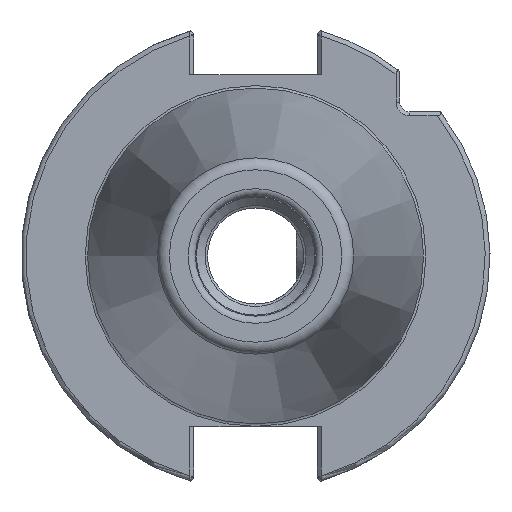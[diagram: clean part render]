
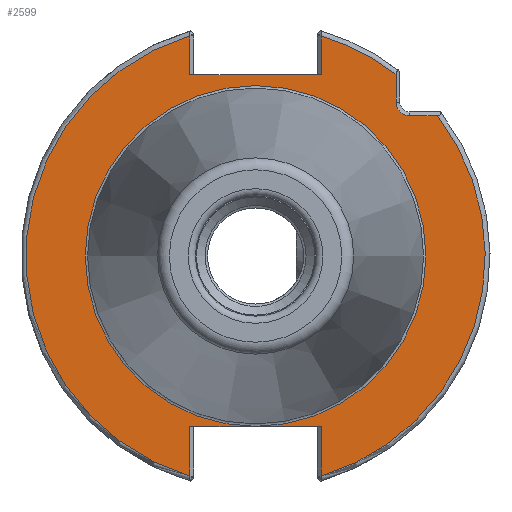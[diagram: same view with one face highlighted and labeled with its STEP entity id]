
A CAD part, left-side view. The second image highlights one B-rep face of the part: STEP entity #2599.
In plain terms, the highlighted planar face has unit normal (-1, 0, 0).
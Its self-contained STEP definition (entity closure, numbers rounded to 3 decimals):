
#109=PLANE('',#2880);
#162=FACE_BOUND('',#829,.T.);
#292=LINE('',#4431,#451);
#314=LINE('',#4733,#473);
#316=LINE('',#4812,#475);
#317=LINE('',#4814,#476);
#318=LINE('',#4818,#477);
#319=LINE('',#4822,#478);
#320=LINE('',#4825,#479);
#321=LINE('',#4826,#480);
#451=VECTOR('',#3265,10.);
#473=VECTOR('',#3313,10.);
#475=VECTOR('',#3335,10.);
#476=VECTOR('',#3336,10.);
#477=VECTOR('',#3339,10.);
#478=VECTOR('',#3342,10.);
#479=VECTOR('',#3345,10.);
#480=VECTOR('',#3346,10.);
#663=FACE_OUTER_BOUND('',#828,.T.);
#828=EDGE_LOOP('',(#2015,#2016,#2017,#2018,#2019,#2020,#2021,#2022,#2023,
#2024,#2025,#2026));
#829=EDGE_LOOP('',(#2027));
#995=CIRCLE('',#2879,47.75);
#996=CIRCLE('',#2881,47.75);
#997=CIRCLE('',#2882,2.8);
#998=CIRCLE('',#2883,47.75);
#999=CIRCLE('',#2884,35.425);
#1144=VERTEX_POINT('',#4429);
#1145=VERTEX_POINT('',#4430);
#1173=VERTEX_POINT('',#4726);
#1176=VERTEX_POINT('',#4731);
#1183=VERTEX_POINT('',#4790);
#1185=VERTEX_POINT('',#4811);
#1186=VERTEX_POINT('',#4813);
#1187=VERTEX_POINT('',#4815);
#1188=VERTEX_POINT('',#4817);
#1189=VERTEX_POINT('',#4819);
#1190=VERTEX_POINT('',#4821);
#1191=VERTEX_POINT('',#4823);
#1192=VERTEX_POINT('',#4827);
#1435=EDGE_CURVE('',#1144,#1145,#292,.T.);
#1477=EDGE_CURVE('',#1176,#1173,#314,.T.);
#1489=EDGE_CURVE('',#1173,#1183,#995,.T.);
#1492=EDGE_CURVE('',#1176,#1185,#316,.T.);
#1493=EDGE_CURVE('',#1186,#1185,#317,.T.);
#1494=EDGE_CURVE('',#1187,#1186,#996,.T.);
#1495=EDGE_CURVE('',#1188,#1187,#318,.T.);
#1496=EDGE_CURVE('',#1189,#1188,#997,.T.);
#1497=EDGE_CURVE('',#1190,#1189,#319,.T.);
#1498=EDGE_CURVE('',#1191,#1190,#998,.T.);
#1499=EDGE_CURVE('',#1144,#1191,#320,.T.);
#1500=EDGE_CURVE('',#1183,#1145,#321,.T.);
#1501=EDGE_CURVE('',#1192,#1192,#999,.T.);
#2015=ORIENTED_EDGE('',*,*,#1477,.F.);
#2016=ORIENTED_EDGE('',*,*,#1492,.T.);
#2017=ORIENTED_EDGE('',*,*,#1493,.F.);
#2018=ORIENTED_EDGE('',*,*,#1494,.F.);
#2019=ORIENTED_EDGE('',*,*,#1495,.F.);
#2020=ORIENTED_EDGE('',*,*,#1496,.F.);
#2021=ORIENTED_EDGE('',*,*,#1497,.F.);
#2022=ORIENTED_EDGE('',*,*,#1498,.F.);
#2023=ORIENTED_EDGE('',*,*,#1499,.F.);
#2024=ORIENTED_EDGE('',*,*,#1435,.T.);
#2025=ORIENTED_EDGE('',*,*,#1500,.F.);
#2026=ORIENTED_EDGE('',*,*,#1489,.F.);
#2027=ORIENTED_EDGE('',*,*,#1501,.T.);
#2599=ADVANCED_FACE('',(#663,#162),#109,.T.);
#2879=AXIS2_PLACEMENT_3D('',#4791,#3331,#3332);
#2880=AXIS2_PLACEMENT_3D('',#4810,#3333,#3334);
#2881=AXIS2_PLACEMENT_3D('',#4816,#3337,#3338);
#2882=AXIS2_PLACEMENT_3D('',#4820,#3340,#3341);
#2883=AXIS2_PLACEMENT_3D('',#4824,#3343,#3344);
#2884=AXIS2_PLACEMENT_3D('',#4828,#3347,#3348);
#3265=DIRECTION('',(0.,1.,0.));
#3313=DIRECTION('',(0.,0.,-1.));
#3331=DIRECTION('center_axis',(1.,0.,0.));
#3332=DIRECTION('ref_axis',(0.,0.,-1.));
#3333=DIRECTION('center_axis',(-1.,0.,0.));
#3334=DIRECTION('ref_axis',(0.,0.,1.));
#3335=DIRECTION('',(0.,-1.,0.));
#3336=DIRECTION('',(0.,0.,1.));
#3337=DIRECTION('center_axis',(1.,0.,0.));
#3338=DIRECTION('ref_axis',(0.,0.,-1.));
#3339=DIRECTION('',(0.,-1.,0.));
#3340=DIRECTION('center_axis',(-1.,0.,0.));
#3341=DIRECTION('ref_axis',(0.,1.,0.));
#3342=DIRECTION('',(0.,0.,-1.));
#3343=DIRECTION('center_axis',(1.,0.,0.));
#3344=DIRECTION('ref_axis',(0.,0.,-1.));
#3345=DIRECTION('',(0.,0.,1.));
#3346=DIRECTION('',(0.,0.,-1.));
#3347=DIRECTION('center_axis',(1.,0.,0.));
#3348=DIRECTION('ref_axis',(0.,0.,-1.));
#4429=CARTESIAN_POINT('',(3.2,-13.65,37.7));
#4430=CARTESIAN_POINT('',(3.2,13.65,37.7));
#4431=CARTESIAN_POINT('',(3.2,30.3,37.7));
#4726=CARTESIAN_POINT('',(3.2,13.65,-45.757));
#4731=CARTESIAN_POINT('',(3.2,13.65,-35.5));
#4733=CARTESIAN_POINT('',(3.2,13.65,-17.75));
#4790=CARTESIAN_POINT('',(3.2,13.65,45.757));
#4791=CARTESIAN_POINT('Origin',(3.2,0.,0.));
#4810=CARTESIAN_POINT('Origin',(3.2,47.75,0.));
#4811=CARTESIAN_POINT('',(3.2,-13.65,-35.5));
#4812=CARTESIAN_POINT('',(3.2,17.45,-35.5));
#4813=CARTESIAN_POINT('',(3.2,-13.65,-45.757));
#4814=CARTESIAN_POINT('',(3.2,-13.65,-27.75));
#4815=CARTESIAN_POINT('',(3.2,-37.781,29.2));
#4816=CARTESIAN_POINT('Origin',(3.2,0.,0.));
#4817=CARTESIAN_POINT('',(3.2,-32.,29.2));
#4818=CARTESIAN_POINT('',(3.2,7.875,29.2));
#4819=CARTESIAN_POINT('',(3.2,-29.2,32.));
#4820=CARTESIAN_POINT('Origin',(3.2,-32.,32.));
#4821=CARTESIAN_POINT('',(3.2,-29.2,37.781));
#4822=CARTESIAN_POINT('',(3.2,-29.2,20.));
#4823=CARTESIAN_POINT('',(3.2,-13.65,45.757));
#4824=CARTESIAN_POINT('Origin',(3.2,0.,0.));
#4825=CARTESIAN_POINT('',(3.2,-13.65,18.85));
#4826=CARTESIAN_POINT('',(3.2,13.65,28.85));
#4827=CARTESIAN_POINT('',(3.2,0.,35.425));
#4828=CARTESIAN_POINT('Origin',(3.2,0.,0.));
